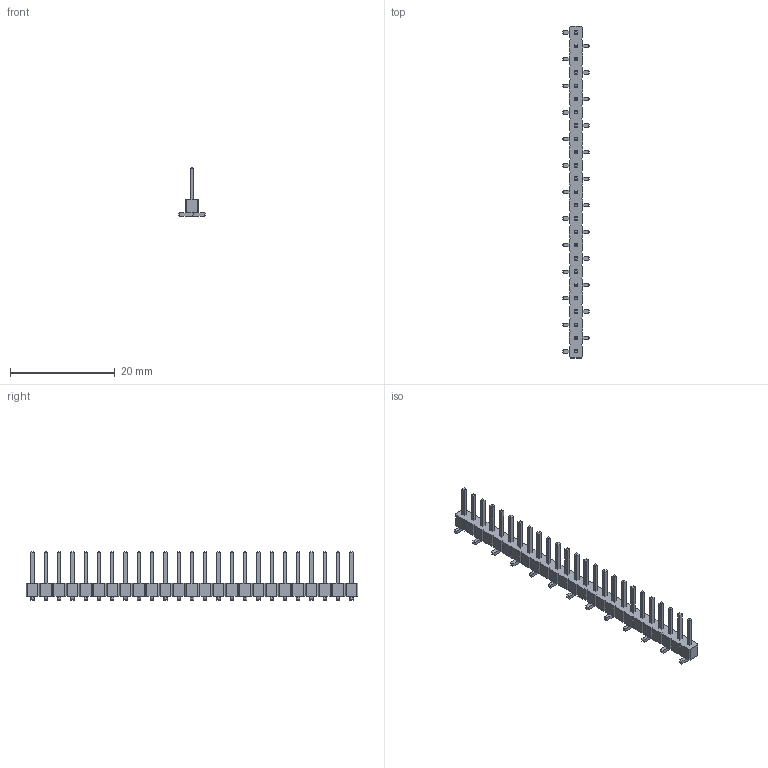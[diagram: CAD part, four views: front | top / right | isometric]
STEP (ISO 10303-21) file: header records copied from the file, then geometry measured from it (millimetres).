
FILE_DESCRIPTION(/* description */ ('model of PinHeader_1x25_P2.54mm_Vertical_SMD_Pin1Left'),/* implementation_level */ '2;1');
FILE_NAME(/* name */ 'PinHeader_1x25_P2.54mm_Vertical_SMD_Pin1Left.step',/* time_stamp */ '2018-01-24T12:47:28',/* author */ ('kicad StepUp','ksu'),/* organization */ ('FreeCAD'),/* preprocessor_version */ 'OCC',/* originating_system */ 'kicad StepUp',/* authorisation */ '');
FILE_SCHEMA(('AUTOMOTIVE_DESIGN { 1 0 10303 214 1 1 1 1 }'));
Length unit declared in the file: millimetre
Products named in the file (2): PinHeader_1x25_P254mm_Vertical_SMD_Pin1Left; Shape0_540993353207
Bounding box: 5 x 63.5 x 9.3 mm (x, y, z)
Volume: 516.3 mm3; surface area: 1408 mm2
Topology: 26 solids, 26 shells, 579 faces, 1381 edges, 854 vertices
Faces by surface type: plane 554, cylinder 25
Entity records: 10494 total; most frequent: ORIENTED_EDGE 2135, CARTESIAN_POINT 1632, EDGE_CURVE 1381, LINE 1331, VERTEX_POINT 854, AXIS2_PLACEMENT_3D 617, ADVANCED_FACE 579, FACE_BOUND 579
